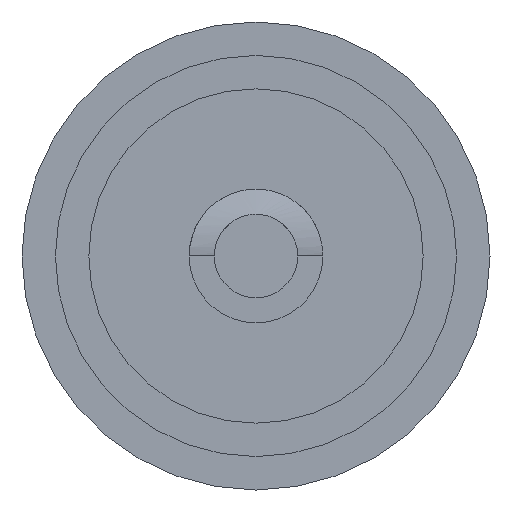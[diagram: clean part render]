
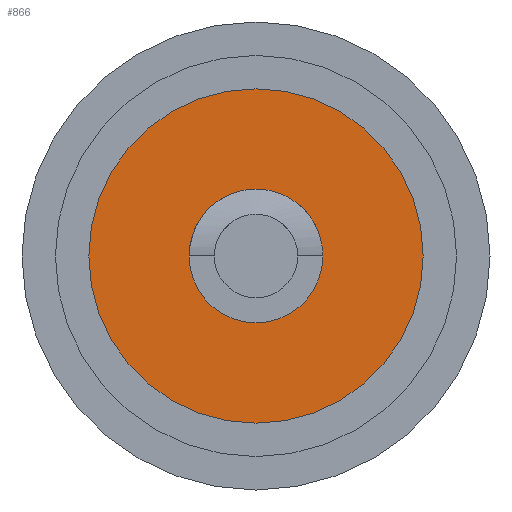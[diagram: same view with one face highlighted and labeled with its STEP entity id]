
A CAD part, left-side view. The second image highlights one B-rep face of the part: STEP entity #866.
In plain terms, the highlighted planar face has unit normal (-1, 0, 0).
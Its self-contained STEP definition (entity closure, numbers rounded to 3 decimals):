
#796=CARTESIAN_POINT('',(1.58,2.,3.85));
#797=VERTEX_POINT('',#796);
#806=CARTESIAN_POINT('',(1.58,-2.,3.85));
#807=VERTEX_POINT('',#806);
#808=CARTESIAN_POINT('',(1.58,0.,3.85));
#809=DIRECTION('',(1.0,0.0,0.0));
#810=DIRECTION('',(0.0,1.0,0.0));
#811=AXIS2_PLACEMENT_3D('',#808,#809,#810);
#812=CIRCLE('',#811,2.);
#813=EDGE_CURVE('',#797,#807,#812,.T.);
#847=CARTESIAN_POINT('',(1.58,0.,3.85));
#848=DIRECTION('',(1.0,0.0,0.0));
#849=DIRECTION('',(0.0,1.0,0.0));
#850=AXIS2_PLACEMENT_3D('',#847,#848,#849);
#851=CIRCLE('',#850,2.);
#852=EDGE_CURVE('',#807,#797,#851,.T.);
#857=CARTESIAN_POINT('',(1.58,0.,3.85));
#858=DIRECTION('',(1.0,0.0,0.0));
#859=DIRECTION('',(0.0,-1.0,0.0));
#860=AXIS2_PLACEMENT_3D('',#857,#858,#859);
#861=PLANE('',#860);
#862=ORIENTED_EDGE('',*,*,#813,.F.);
#863=ORIENTED_EDGE('',*,*,#852,.F.);
#864=EDGE_LOOP('',(#862,#863));
#865=FACE_OUTER_BOUND('',#864,.T.);
#866=ADVANCED_FACE('',(#865),#861,.F.);
